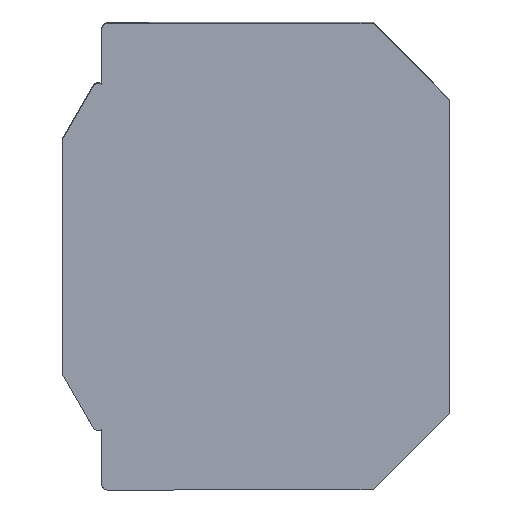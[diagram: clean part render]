
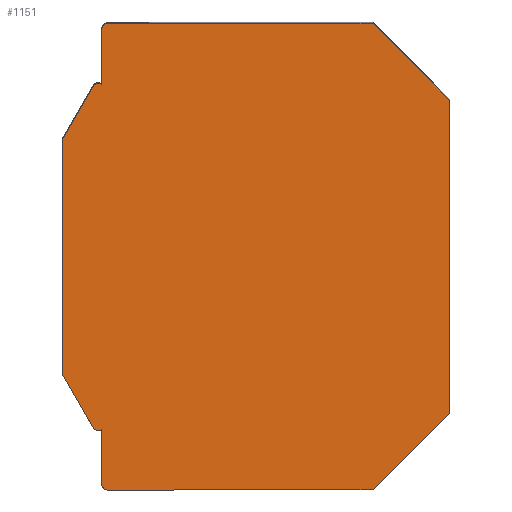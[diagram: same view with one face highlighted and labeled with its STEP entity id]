
A CAD part, left-side view. The second image highlights one B-rep face of the part: STEP entity #1151.
In plain terms, the highlighted planar face has unit normal (-1, 0, -0.01).
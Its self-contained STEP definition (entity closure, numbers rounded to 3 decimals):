
#17 = CARTESIAN_POINT ( 'NONE',  ( -267.741, 535.092, 27.22 ) ) ;
#49 = DIRECTION ( 'NONE',  ( -0.01, 0., 1. ) ) ;
#94 = DIRECTION ( 'NONE',  ( 0.007, -0.707, -0.707 ) ) ;
#102 = EDGE_CURVE ( 'NONE', #816, #374, #1273, .T. ) ;
#112 = DIRECTION ( 'NONE',  ( 1., 0., 0.01 ) ) ;
#132 = CIRCLE ( 'NONE', #1013, 1.5 ) ;
#144 = CARTESIAN_POINT ( 'NONE',  ( -266.994, 525.293, -46.419 ) ) ;
#148 = CARTESIAN_POINT ( 'NONE',  ( -266.854, 525.293, -60.213 ) ) ;
#149 = VECTOR ( 'NONE', #312, 1000. ) ;
#159 = CARTESIAN_POINT ( 'NONE',  ( -266.838, 523.793, -61.713 ) ) ;
#179 = CARTESIAN_POINT ( 'NONE',  ( -267.036, 437.293, -42.3 ) ) ;
#185 = DIRECTION ( 'NONE',  ( -0.009, 0.5, 0.866 ) ) ;
#191 = CARTESIAN_POINT ( 'NONE',  ( -268.021, 525.293, 54.781 ) ) ;
#192 = VECTOR ( 'NONE', #185, 1000. ) ;
#195 = CIRCLE ( 'NONE', #545, 1.5 ) ;
#196 = VECTOR ( 'NONE', #565, 1000. ) ;
#197 = EDGE_LOOP ( 'NONE', ( #1239, #1160, #965, #840, #687, #977, #1042, #238, #996, #211, #963, #200, #598, #648, #1205, #1247 ) ) ;
#198 = PLANE ( 'NONE',  #808 ) ;
#200 = ORIENTED_EDGE ( 'NONE', *, *, #498, .F. ) ;
#211 = ORIENTED_EDGE ( 'NONE', *, *, #893, .F. ) ;
#218 = CARTESIAN_POINT ( 'NONE',  ( -267.739, 535.224, 26.99 ) ) ;
#235 = VECTOR ( 'NONE', #839, 1000. ) ;
#238 = ORIENTED_EDGE ( 'NONE', *, *, #247, .F. ) ;
#247 = EDGE_CURVE ( 'NONE', #265, #660, #415, .T. ) ;
#253 = EDGE_CURVE ( 'NONE', #347, #816, #280, .T. ) ;
#260 = VERTEX_POINT ( 'NONE', #1087 ) ;
#265 = VERTEX_POINT ( 'NONE', #1095 ) ;
#279 = CARTESIAN_POINT ( 'NONE',  ( -267.88, 525.293, 40.846 ) ) ;
#280 = CIRCLE ( 'NONE', #1094, 1.5 ) ;
#312 = DIRECTION ( 'NONE',  ( 0., -1., 0. ) ) ;
#316 = EDGE_CURVE ( 'NONE', #1067, #403, #1250, .T. ) ;
#319 = DIRECTION ( 'NONE',  ( 0.01, 0., -1. ) ) ;
#324 = VECTOR ( 'NONE', #49, 1000. ) ;
#332 = EDGE_CURVE ( 'NONE', #1147, #265, #195, .T. ) ;
#334 = CARTESIAN_POINT ( 'NONE',  ( -267.734, 535.293, 26.47 ) ) ;
#342 = VECTOR ( 'NONE', #1157, 1000. ) ;
#347 = VERTEX_POINT ( 'NONE', #144 ) ;
#359 = CARTESIAN_POINT ( 'NONE',  ( -267.14, 533.793, -32.044 ) ) ;
#371 = EDGE_CURVE ( 'NONE', #260, #347, #1025, .T. ) ;
#374 = VERTEX_POINT ( 'NONE', #1130 ) ;
#396 = CARTESIAN_POINT ( 'NONE',  ( -267.839, 437.293, 36.868 ) ) ;
#403 = VERTEX_POINT ( 'NONE', #1237 ) ;
#415 = LINE ( 'NONE', #722, #149 ) ;
#427 = EDGE_CURVE ( 'NONE', #403, #1010, #644, .T. ) ;
#460 = CARTESIAN_POINT ( 'NONE',  ( -267.734, 535.293, 26.47 ) ) ;
#468 = DIRECTION ( 'NONE',  ( 0.01, 0., -1. ) ) ;
#498 = EDGE_CURVE ( 'NONE', #973, #812, #1079, .T. ) ;
#509 = EDGE_CURVE ( 'NONE', #1010, #260, #684, .T. ) ;
#532 =( BOUNDED_CURVE ( )  B_SPLINE_CURVE ( 3, ( #334, #988, #218, #17 ),
 .UNSPECIFIED., .F., .F. ) 
 B_SPLINE_CURVE_WITH_KNOTS ( ( 4, 4 ),
 ( 1.571, 2.094 ),
 .UNSPECIFIED. ) 
 CURVE ( )  GEOMETRIC_REPRESENTATION_ITEM ( )  RATIONAL_B_SPLINE_CURVE ( ( 1., 0.977, 0.977, 1. ) ) 
 REPRESENTATION_ITEM ( '' )  );
#534 = CARTESIAN_POINT ( 'NONE',  ( -267.88, 525.293, 40.846 ) ) ;
#545 = AXIS2_PLACEMENT_3D ( 'NONE', #1020, #1033, #922 ) ;
#553 = CARTESIAN_POINT ( 'NONE',  ( -266.838, 456.707, -61.713 ) ) ;
#565 = DIRECTION ( 'NONE',  ( -0.01, 0., 1. ) ) ;
#582 = CARTESIAN_POINT ( 'NONE',  ( -267.875, 527.487, 40.392 ) ) ;
#584 = VECTOR ( 'NONE', #838, 1000. ) ;
#588 = CARTESIAN_POINT ( 'NONE',  ( -267.14, 535.293, -32.044 ) ) ;
#597 = FACE_OUTER_BOUND ( 'NONE', #197, .T. ) ;
#598 = ORIENTED_EDGE ( 'NONE', *, *, #1256, .F. ) ;
#602 = CARTESIAN_POINT ( 'NONE',  ( -267.006, 526.188, -45.216 ) ) ;
#603 = CARTESIAN_POINT ( 'NONE',  ( -267.734, 533.793, 26.47 ) ) ;
#607 = VECTOR ( 'NONE', #622, 1000. ) ;
#622 = DIRECTION ( 'NONE',  ( -0.01, 0., 1. ) ) ;
#631 = CARTESIAN_POINT ( 'NONE',  ( -267.036, 437.293, -42.3 ) ) ;
#644 = LINE ( 'NONE', #553, #235 ) ;
#648 = ORIENTED_EDGE ( 'NONE', *, *, #708, .F. ) ;
#660 = VERTEX_POINT ( 'NONE', #1086 ) ;
#666 = CARTESIAN_POINT ( 'NONE',  ( -267.741, 535.092, 27.22 ) ) ;
#669 = EDGE_CURVE ( 'NONE', #1241, #1067, #851, .T. ) ;
#678 = CARTESIAN_POINT ( 'NONE',  ( -266.998, 527.487, -45.966 ) ) ;
#684 = CIRCLE ( 'NONE', #1163, 1.5 ) ;
#687 = ORIENTED_EDGE ( 'NONE', *, *, #316, .F. ) ;
#698 = CARTESIAN_POINT ( 'NONE',  ( -266.998, 527.487, -45.966 ) ) ;
#708 = EDGE_CURVE ( 'NONE', #848, #983, #862, .T. ) ;
#722 = CARTESIAN_POINT ( 'NONE',  ( -268.037, 523.793, 56.281 ) ) ;
#739 = CARTESIAN_POINT ( 'NONE',  ( -267.875, 527.487, 40.392 ) ) ;
#756 = CARTESIAN_POINT ( 'NONE',  ( -266.854, 523.793, -60.213 ) ) ;
#789 = LINE ( 'NONE', #1088, #889 ) ;
#808 = AXIS2_PLACEMENT_3D ( 'NONE', #603, #1274, #1281 ) ;
#812 = VERTEX_POINT ( 'NONE', #582 ) ;
#816 = VERTEX_POINT ( 'NONE', #698 ) ;
#833 = DIRECTION ( 'NONE',  ( 0.007, 0.707, -0.707 ) ) ;
#838 = DIRECTION ( 'NONE',  ( 0.01, 0., -1. ) ) ;
#839 = DIRECTION ( 'NONE',  ( 0., 1., 0. ) ) ;
#840 = ORIENTED_EDGE ( 'NONE', *, *, #427, .F. ) ;
#848 = VERTEX_POINT ( 'NONE', #588 ) ;
#849 = CARTESIAN_POINT ( 'NONE',  ( -267.88, 525.293, 40.846 ) ) ;
#851 = LINE ( 'NONE', #1148, #584 ) ;
#862 = LINE ( 'NONE', #1156, #196 ) ;
#863 = DIRECTION ( 'NONE',  ( 1., 0., 0.01 ) ) ;
#889 = VECTOR ( 'NONE', #94, 1000. ) ;
#893 = EDGE_CURVE ( 'NONE', #1112, #1147, #1011, .T. ) ;
#922 = DIRECTION ( 'NONE',  ( 0.01, 0., -1. ) ) ;
#963 = ORIENTED_EDGE ( 'NONE', *, *, #1019, .F. ) ;
#965 = ORIENTED_EDGE ( 'NONE', *, *, #509, .F. ) ;
#973 = VERTEX_POINT ( 'NONE', #666 ) ;
#977 = ORIENTED_EDGE ( 'NONE', *, *, #669, .F. ) ;
#983 = VERTEX_POINT ( 'NONE', #460 ) ;
#988 = CARTESIAN_POINT ( 'NONE',  ( -267.737, 535.293, 26.735 ) ) ;
#996 = ORIENTED_EDGE ( 'NONE', *, *, #332, .F. ) ;
#1010 = VERTEX_POINT ( 'NONE', #159 ) ;
#1011 = LINE ( 'NONE', #534, #607 ) ;
#1013 = AXIS2_PLACEMENT_3D ( 'NONE', #359, #1035, #468 ) ;
#1014 =( BOUNDED_CURVE ( )  B_SPLINE_CURVE ( 3, ( #739, #1046, #1246, #279 ),
 .UNSPECIFIED., .F., .T. ) 
 B_SPLINE_CURVE_WITH_KNOTS ( ( 4, 4 ),
 ( 2.094, 3.781 ),
 .UNSPECIFIED. ) 
 CURVE ( )  GEOMETRIC_REPRESENTATION_ITEM ( )  RATIONAL_B_SPLINE_CURVE ( ( 1., 0.777, 0.777, 1. ) ) 
 REPRESENTATION_ITEM ( '' )  );
#1019 = EDGE_CURVE ( 'NONE', #812, #1112, #1014, .T. ) ;
#1020 = CARTESIAN_POINT ( 'NONE',  ( -268.021, 523.793, 54.781 ) ) ;
#1025 = LINE ( 'NONE', #148, #324 ) ;
#1033 = DIRECTION ( 'NONE',  ( 1., 0., 0.01 ) ) ;
#1035 = DIRECTION ( 'NONE',  ( 1., 0., 0.01 ) ) ;
#1042 = ORIENTED_EDGE ( 'NONE', *, *, #1143, .F. ) ;
#1046 = CARTESIAN_POINT ( 'NONE',  ( -267.884, 527.006, 41.225 ) ) ;
#1067 = VERTEX_POINT ( 'NONE', #179 ) ;
#1071 = CARTESIAN_POINT ( 'NONE',  ( -267.741, 535.092, 27.22 ) ) ;
#1079 = LINE ( 'NONE', #1071, #342 ) ;
#1086 = CARTESIAN_POINT ( 'NONE',  ( -268.037, 456.707, 56.281 ) ) ;
#1087 = CARTESIAN_POINT ( 'NONE',  ( -266.854, 525.293, -60.213 ) ) ;
#1088 = CARTESIAN_POINT ( 'NONE',  ( -268.037, 456.707, 56.281 ) ) ;
#1094 = AXIS2_PLACEMENT_3D ( 'NONE', #602, #112, #319 ) ;
#1095 = CARTESIAN_POINT ( 'NONE',  ( -268.037, 523.793, 56.281 ) ) ;
#1109 = EDGE_CURVE ( 'NONE', #374, #848, #132, .T. ) ;
#1112 = VERTEX_POINT ( 'NONE', #849 ) ;
#1130 = CARTESIAN_POINT ( 'NONE',  ( -267.132, 535.092, -32.794 ) ) ;
#1139 = VECTOR ( 'NONE', #833, 1000. ) ;
#1143 = EDGE_CURVE ( 'NONE', #660, #1241, #789, .T. ) ;
#1147 = VERTEX_POINT ( 'NONE', #191 ) ;
#1148 = CARTESIAN_POINT ( 'NONE',  ( -267.839, 437.293, 36.868 ) ) ;
#1151 = ADVANCED_FACE ( 'NONE', ( #597 ), #198, .F. ) ;
#1156 = CARTESIAN_POINT ( 'NONE',  ( -267.14, 535.293, -32.044 ) ) ;
#1157 = DIRECTION ( 'NONE',  ( -0.009, -0.5, 0.866 ) ) ;
#1160 = ORIENTED_EDGE ( 'NONE', *, *, #371, .F. ) ;
#1163 = AXIS2_PLACEMENT_3D ( 'NONE', #756, #863, #1266 ) ;
#1205 = ORIENTED_EDGE ( 'NONE', *, *, #1109, .F. ) ;
#1237 = CARTESIAN_POINT ( 'NONE',  ( -266.838, 456.707, -61.713 ) ) ;
#1239 = ORIENTED_EDGE ( 'NONE', *, *, #253, .F. ) ;
#1241 = VERTEX_POINT ( 'NONE', #396 ) ;
#1246 = CARTESIAN_POINT ( 'NONE',  ( -267.886, 526.065, 41.419 ) ) ;
#1247 = ORIENTED_EDGE ( 'NONE', *, *, #102, .F. ) ;
#1250 = LINE ( 'NONE', #631, #1139 ) ;
#1256 = EDGE_CURVE ( 'NONE', #983, #973, #532, .T. ) ;
#1266 = DIRECTION ( 'NONE',  ( 0.01, 0., -1. ) ) ;
#1273 = LINE ( 'NONE', #678, #192 ) ;
#1274 = DIRECTION ( 'NONE',  ( 1., 0., 0.01 ) ) ;
#1281 = DIRECTION ( 'NONE',  ( 0.01, 0., -1. ) ) ;
